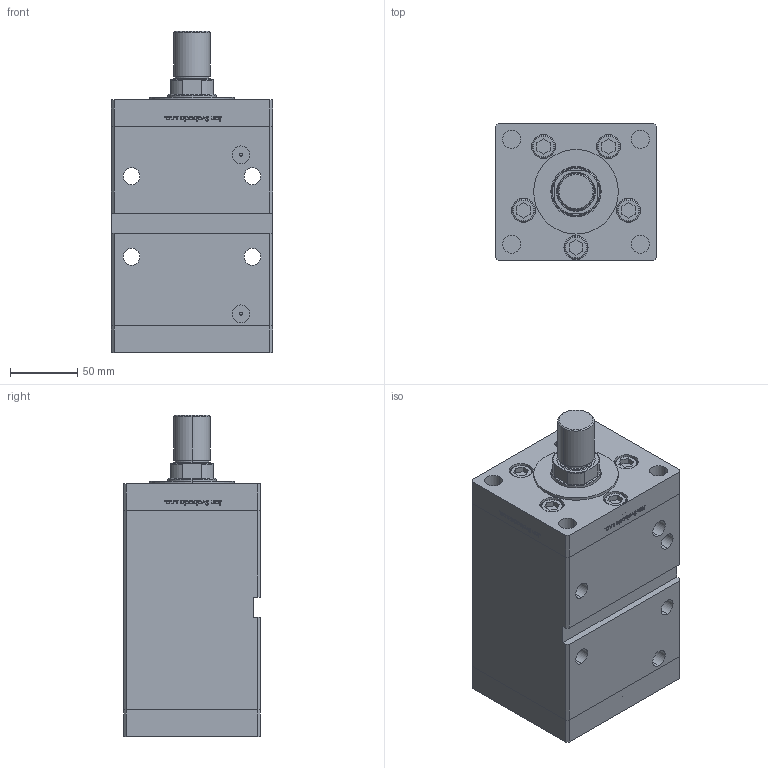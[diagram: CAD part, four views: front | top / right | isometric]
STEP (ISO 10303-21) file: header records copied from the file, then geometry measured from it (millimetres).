
FILE_DESCRIPTION (( 'STEP AP203' ), '1' );
FILE_NAME ('46dd.STEP', '2024-02-22T21:02:31', ( '' ), ( '' ), 'SwSTEP 2.0', 'SolidWorks 2019', '' );
FILE_SCHEMA (( 'CONFIG_CONTROL_DESIGN' ));
Length unit declared in the file: millimetre
Products named in the file (7): V220CC_MALE_METRIC 8e69b692f96b415e24d84d1ab672713d; 46dd; V220C_VC_E 8e69b692f96b415e24d84d1ab672713d; V220C_E MIDDLE 8e69b692f96b415e24d84d1ab672713d; ALLEN BOLT 8e69b692f96b415e24d84d1ab672713d; V220C BACK_E 8e69b692f96b415e24d84d1ab672713d; V220C_FRONT_E 8e69b692f96b415e24d84d1ab672713d
Assembly tree (15 placements, depth 2):
  46dd
    V220C BACK_E 8e69b692f96b415e24d84d1ab672713d
    V220C_E MIDDLE 8e69b692f96b415e24d84d1ab672713d
    V220C_FRONT_E 8e69b692f96b415e24d84d1ab672713d
    ALLEN BOLT 8e69b692f96b415e24d84d1ab672713d  x10
    V220CC_MALE_METRIC 8e69b692f96b415e24d84d1ab672713d
    V220C_VC_E 8e69b692f96b415e24d84d1ab672713d
Bounding box: 120 x 102 x 239.5 mm (x, y, z)
Volume: 1992286.2 mm3; surface area: 278726.5 mm2
Topology: 15 solids, 15 shells, 1228 faces, 3055 edges, 2003 vertices
Faces by surface type: bspline 484, plane 479, cylinder 169, cone 50, torus 46
Entity records: 53496 total; most frequent: CARTESIAN_POINT 30410, ORIENTED_EDGE 5278, DIRECTION 3091, EDGE_CURVE 2639, VERTEX_POINT 1751, VECTOR 1363, LINE 1363, EDGE_LOOP 1208
